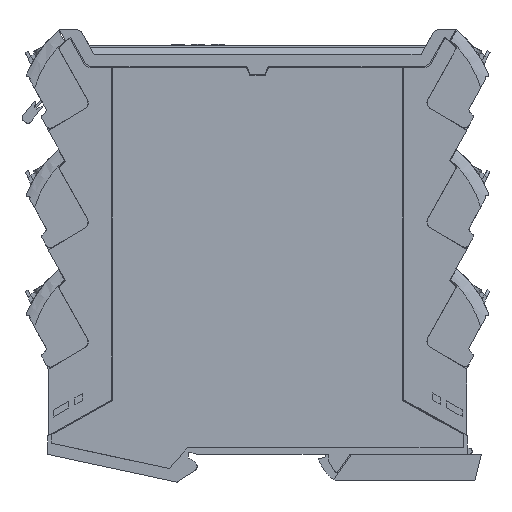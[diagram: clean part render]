
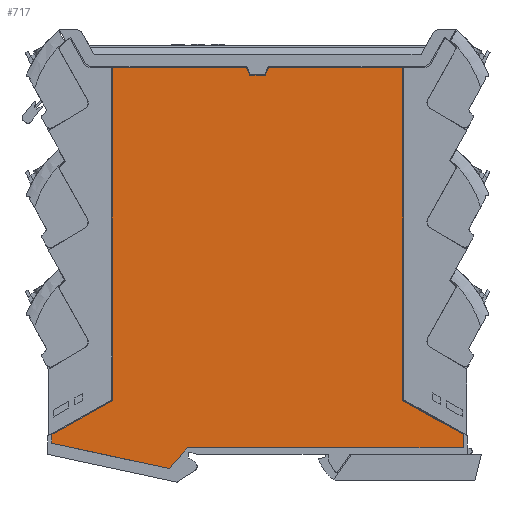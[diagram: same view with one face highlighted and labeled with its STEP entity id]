
A CAD part, left-side view. The second image highlights one B-rep face of the part: STEP entity #717.
In plain terms, the highlighted planar face has unit normal (-1, 0, 0).
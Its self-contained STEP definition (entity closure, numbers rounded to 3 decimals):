
#599=AXIS2_PLACEMENT_3D('Plane Axis2P3D',#596,#597,#598) ;
#39=CARTESIAN_POINT('Vertex',(0.,80.884,3.489)) ;
#53=CARTESIAN_POINT('Vertex',(0.,76.332,8.7)) ;
#57=CARTESIAN_POINT('Control Point',(0.,80.884,3.489)) ;
#58=CARTESIAN_POINT('Control Point',(0.,76.332,8.7)) ;
#87=CARTESIAN_POINT('Line Origine',(0.,95.661,6.668)) ;
#91=CARTESIAN_POINT('Vertex',(0.,110.437,9.847)) ;
#580=CARTESIAN_POINT('Vertex',(0.,6.773,8.7)) ;
#583=CARTESIAN_POINT('Line Origine',(0.,41.552,8.7)) ;
#596=CARTESIAN_POINT('Axis2P3D Location',(0.,5.843,8.611)) ;
#602=CARTESIAN_POINT('Control Point',(0.,6.773,8.7)) ;
#603=CARTESIAN_POINT('Control Point',(0.,6.773,9.839)) ;
#604=CARTESIAN_POINT('Control Point',(0.,6.773,10.977)) ;
#605=CARTESIAN_POINT('Control Point',(0.,6.773,12.116)) ;
#606=CARTESIAN_POINT('Vertex',(0.,6.773,12.116)) ;
#610=CARTESIAN_POINT('Control Point',(0.,6.773,12.116)) ;
#611=CARTESIAN_POINT('Control Point',(0.,11.85,14.96)) ;
#612=CARTESIAN_POINT('Control Point',(0.,16.928,17.803)) ;
#613=CARTESIAN_POINT('Control Point',(0.,22.005,20.647)) ;
#614=CARTESIAN_POINT('Vertex',(0.,22.005,20.647)) ;
#618=CARTESIAN_POINT('Control Point',(0.,22.005,20.647)) ;
#619=CARTESIAN_POINT('Control Point',(0.,22.005,48.631)) ;
#620=CARTESIAN_POINT('Control Point',(0.,22.005,76.616)) ;
#621=CARTESIAN_POINT('Control Point',(0.,22.005,104.6)) ;
#622=CARTESIAN_POINT('Vertex',(0.,22.005,104.6)) ;
#626=CARTESIAN_POINT('Control Point',(0.,22.005,104.6)) ;
#627=CARTESIAN_POINT('Control Point',(0.,32.095,104.6)) ;
#628=CARTESIAN_POINT('Control Point',(0.,42.185,104.6)) ;
#629=CARTESIAN_POINT('Control Point',(0.,52.274,104.6)) ;
#630=CARTESIAN_POINT('Vertex',(0.,52.274,104.6)) ;
#633=CARTESIAN_POINT('Line Origine',(0.,54.024,104.6)) ;
#637=CARTESIAN_POINT('Vertex',(0.,55.774,104.6)) ;
#640=CARTESIAN_POINT('Line Origine',(0.,56.217,103.65)) ;
#644=CARTESIAN_POINT('Vertex',(0.,56.66,102.7)) ;
#648=CARTESIAN_POINT('Control Point',(0.,56.66,102.7)) ;
#649=CARTESIAN_POINT('Control Point',(0.,57.957,102.7)) ;
#650=CARTESIAN_POINT('Control Point',(0.,59.253,102.7)) ;
#651=CARTESIAN_POINT('Control Point',(0.,60.55,102.7)) ;
#652=CARTESIAN_POINT('Vertex',(0.,60.55,102.7)) ;
#655=CARTESIAN_POINT('Line Origine',(0.,60.993,103.65)) ;
#659=CARTESIAN_POINT('Vertex',(0.,61.436,104.6)) ;
#662=CARTESIAN_POINT('Line Origine',(0.,63.186,104.6)) ;
#666=CARTESIAN_POINT('Vertex',(0.,64.936,104.6)) ;
#670=CARTESIAN_POINT('Control Point',(0.,64.936,104.6)) ;
#671=CARTESIAN_POINT('Control Point',(0.,75.026,104.6)) ;
#672=CARTESIAN_POINT('Control Point',(0.,85.115,104.6)) ;
#673=CARTESIAN_POINT('Control Point',(0.,95.205,104.6)) ;
#674=CARTESIAN_POINT('Vertex',(0.,95.205,104.6)) ;
#678=CARTESIAN_POINT('Control Point',(0.,95.205,104.6)) ;
#679=CARTESIAN_POINT('Control Point',(0.,95.205,76.616)) ;
#680=CARTESIAN_POINT('Control Point',(0.,95.205,48.631)) ;
#681=CARTESIAN_POINT('Control Point',(0.,95.205,20.647)) ;
#682=CARTESIAN_POINT('Vertex',(0.,95.205,20.647)) ;
#686=CARTESIAN_POINT('Control Point',(0.,95.205,20.647)) ;
#687=CARTESIAN_POINT('Control Point',(0.,100.282,17.803)) ;
#688=CARTESIAN_POINT('Control Point',(0.,105.36,14.96)) ;
#689=CARTESIAN_POINT('Control Point',(0.,110.437,12.116)) ;
#690=CARTESIAN_POINT('Vertex',(0.,110.437,12.116)) ;
#694=CARTESIAN_POINT('Control Point',(0.,110.437,12.116)) ;
#695=CARTESIAN_POINT('Control Point',(0.,110.437,11.36)) ;
#696=CARTESIAN_POINT('Control Point',(0.,110.437,10.604)) ;
#697=CARTESIAN_POINT('Control Point',(0.,110.437,9.847)) ;
#88=DIRECTION('Vector Direction',(0.,-0.978,-0.21)) ;
#584=DIRECTION('Vector Direction',(0.,1.,0.)) ;
#597=DIRECTION('Axis2P3D Direction',(-1.,0.,0.)) ;
#598=DIRECTION('Axis2P3D XDirection',(0.,-1.,0.)) ;
#634=DIRECTION('Vector Direction',(0.,1.,0.)) ;
#641=DIRECTION('Vector Direction',(0.,-0.423,0.906)) ;
#656=DIRECTION('Vector Direction',(0.,0.423,0.906)) ;
#663=DIRECTION('Vector Direction',(0.,1.,0.)) ;
#89=VECTOR('Line Direction',#88,1.) ;
#585=VECTOR('Line Direction',#584,1.) ;
#635=VECTOR('Line Direction',#634,1.) ;
#642=VECTOR('Line Direction',#641,1.) ;
#657=VECTOR('Line Direction',#656,1.) ;
#664=VECTOR('Line Direction',#663,1.) ;
#700=ORIENTED_EDGE('',*,*,#59,.F.) ;
#701=ORIENTED_EDGE('',*,*,#587,.T.) ;
#702=ORIENTED_EDGE('',*,*,#608,.T.) ;
#703=ORIENTED_EDGE('',*,*,#616,.T.) ;
#704=ORIENTED_EDGE('',*,*,#624,.T.) ;
#705=ORIENTED_EDGE('',*,*,#632,.T.) ;
#706=ORIENTED_EDGE('',*,*,#639,.T.) ;
#707=ORIENTED_EDGE('',*,*,#646,.T.) ;
#708=ORIENTED_EDGE('',*,*,#654,.T.) ;
#709=ORIENTED_EDGE('',*,*,#661,.T.) ;
#710=ORIENTED_EDGE('',*,*,#668,.T.) ;
#711=ORIENTED_EDGE('',*,*,#676,.T.) ;
#712=ORIENTED_EDGE('',*,*,#684,.T.) ;
#713=ORIENTED_EDGE('',*,*,#692,.T.) ;
#714=ORIENTED_EDGE('',*,*,#698,.T.) ;
#715=ORIENTED_EDGE('',*,*,#93,.T.) ;
#717=ADVANCED_FACE('RELAIS',(#716),#600,.T.) ;
#56=B_SPLINE_CURVE_WITH_KNOTS('',1,(#57,#58),.UNSPECIFIED.,.F.,.U.,(2,2),(0.,6.92),.UNSPECIFIED.) ;
#601=B_SPLINE_CURVE_WITH_KNOTS('',3,(#602,#603,#604,#605),.UNSPECIFIED.,.F.,.U.,(4,4),(0.,3.416),.UNSPECIFIED.) ;
#609=B_SPLINE_CURVE_WITH_KNOTS('',3,(#610,#611,#612,#613),.UNSPECIFIED.,.F.,.U.,(4,4),(0.,17.458),.UNSPECIFIED.) ;
#617=B_SPLINE_CURVE_WITH_KNOTS('',3,(#618,#619,#620,#621),.UNSPECIFIED.,.F.,.U.,(4,4),(0.,83.953),.UNSPECIFIED.) ;
#625=B_SPLINE_CURVE_WITH_KNOTS('',3,(#626,#627,#628,#629),.UNSPECIFIED.,.F.,.U.,(4,4),(0.,30.269),.UNSPECIFIED.) ;
#647=B_SPLINE_CURVE_WITH_KNOTS('',3,(#648,#649,#650,#651),.UNSPECIFIED.,.F.,.U.,(4,4),(3.5,7.39),.UNSPECIFIED.) ;
#669=B_SPLINE_CURVE_WITH_KNOTS('',3,(#670,#671,#672,#673),.UNSPECIFIED.,.F.,.U.,(4,4),(0.,30.269),.UNSPECIFIED.) ;
#677=B_SPLINE_CURVE_WITH_KNOTS('',3,(#678,#679,#680,#681),.UNSPECIFIED.,.F.,.U.,(4,4),(0.,83.953),.UNSPECIFIED.) ;
#685=B_SPLINE_CURVE_WITH_KNOTS('',3,(#686,#687,#688,#689),.UNSPECIFIED.,.F.,.U.,(4,4),(0.,17.458),.UNSPECIFIED.) ;
#693=B_SPLINE_CURVE_WITH_KNOTS('',3,(#694,#695,#696,#697),.UNSPECIFIED.,.F.,.U.,(4,4),(0.,2.269),.UNSPECIFIED.) ;
#59=EDGE_CURVE('',#54,#40,#56,.F.) ;
#93=EDGE_CURVE('',#92,#40,#90,.T.) ;
#587=EDGE_CURVE('',#54,#581,#586,.F.) ;
#608=EDGE_CURVE('',#581,#607,#601,.T.) ;
#616=EDGE_CURVE('',#607,#615,#609,.T.) ;
#624=EDGE_CURVE('',#615,#623,#617,.T.) ;
#632=EDGE_CURVE('',#623,#631,#625,.T.) ;
#639=EDGE_CURVE('',#631,#638,#636,.T.) ;
#646=EDGE_CURVE('',#638,#645,#643,.F.) ;
#654=EDGE_CURVE('',#645,#653,#647,.T.) ;
#661=EDGE_CURVE('',#653,#660,#658,.T.) ;
#668=EDGE_CURVE('',#660,#667,#665,.T.) ;
#676=EDGE_CURVE('',#667,#675,#669,.T.) ;
#684=EDGE_CURVE('',#675,#683,#677,.T.) ;
#692=EDGE_CURVE('',#683,#691,#685,.T.) ;
#698=EDGE_CURVE('',#691,#92,#693,.T.) ;
#699=EDGE_LOOP('',(#700,#701,#702,#703,#704,#705,#706,#707,#708,#709,#710,#711,#712,#713,#714,#715)) ;
#716=FACE_OUTER_BOUND('',#699,.T.) ;
#90=LINE('Line',#87,#89) ;
#586=LINE('Line',#583,#585) ;
#636=LINE('Line',#633,#635) ;
#643=LINE('Line',#640,#642) ;
#658=LINE('Line',#655,#657) ;
#665=LINE('Line',#662,#664) ;
#600=PLANE('',#599) ;
#40=VERTEX_POINT('',#39) ;
#54=VERTEX_POINT('',#53) ;
#92=VERTEX_POINT('',#91) ;
#581=VERTEX_POINT('',#580) ;
#607=VERTEX_POINT('',#606) ;
#615=VERTEX_POINT('',#614) ;
#623=VERTEX_POINT('',#622) ;
#631=VERTEX_POINT('',#630) ;
#638=VERTEX_POINT('',#637) ;
#645=VERTEX_POINT('',#644) ;
#653=VERTEX_POINT('',#652) ;
#660=VERTEX_POINT('',#659) ;
#667=VERTEX_POINT('',#666) ;
#675=VERTEX_POINT('',#674) ;
#683=VERTEX_POINT('',#682) ;
#691=VERTEX_POINT('',#690) ;
